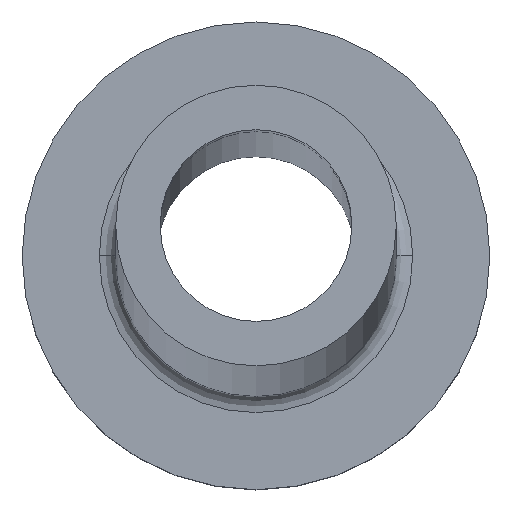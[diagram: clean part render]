
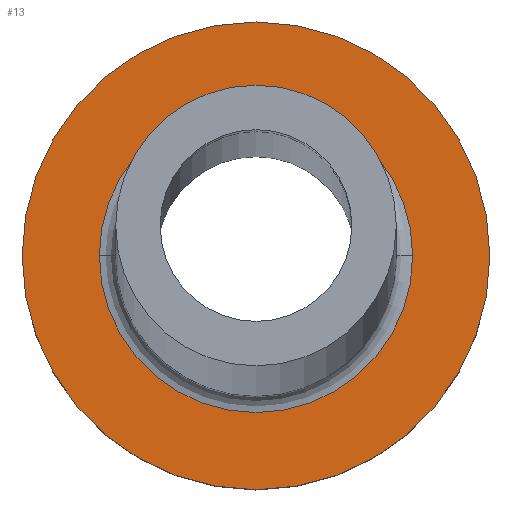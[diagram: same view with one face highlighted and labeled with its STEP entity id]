
A CAD part, top view. The second image highlights one B-rep face of the part: STEP entity #13.
In plain terms, the highlighted planar face has unit normal (0, 0, 1).
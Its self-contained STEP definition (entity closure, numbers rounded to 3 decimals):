
#1 = EDGE_CURVE ( 'NONE', #29, #348, #8, .T. ) ;
#5 = DIRECTION ( 'NONE',  ( 0., 0., 1. ) ) ;
#8 = CIRCLE ( 'NONE', #84, 10. ) ;
#13 = ADVANCED_FACE ( 'NONE', ( #193, #75 ), #321, .T. ) ;
#14 = CIRCLE ( 'NONE', #278, 10. ) ;
#15 = VERTEX_POINT ( 'NONE', #353 ) ;
#29 = VERTEX_POINT ( 'NONE', #223 ) ;
#44 = EDGE_CURVE ( 'NONE', #104, #15, #233, .T. ) ;
#73 = ORIENTED_EDGE ( 'NONE', *, *, #44, .T. ) ;
#75 = FACE_OUTER_BOUND ( 'NONE', #327, .T. ) ;
#84 = AXIS2_PLACEMENT_3D ( 'NONE', #137, #186, #427 ) ;
#97 = CARTESIAN_POINT ( 'NONE',  ( 0., 0., 7. ) ) ;
#104 = VERTEX_POINT ( 'NONE', #202 ) ;
#105 = EDGE_CURVE ( 'NONE', #15, #104, #151, .T. ) ;
#116 = CARTESIAN_POINT ( 'NONE',  ( 0., 0., 7. ) ) ;
#127 = CARTESIAN_POINT ( 'NONE',  ( 0., 0., 7. ) ) ;
#129 = EDGE_LOOP ( 'NONE', ( #73, #343 ) ) ;
#137 = CARTESIAN_POINT ( 'NONE',  ( 0., 0., 7. ) ) ;
#146 = CARTESIAN_POINT ( 'NONE',  ( 0., 0., 7. ) ) ;
#150 = DIRECTION ( 'NONE',  ( 1., 0., 0. ) ) ;
#151 = CIRCLE ( 'NONE', #318, 6.7 ) ;
#161 = DIRECTION ( 'NONE',  ( 0., 0., -1. ) ) ;
#168 = ORIENTED_EDGE ( 'NONE', *, *, #235, .T. ) ;
#186 = DIRECTION ( 'NONE',  ( 0., 0., 1. ) ) ;
#192 = CARTESIAN_POINT ( 'NONE',  ( 10., 0., 7. ) ) ;
#193 = FACE_BOUND ( 'NONE', #129, .T. ) ;
#202 = CARTESIAN_POINT ( 'NONE',  ( 6.7, 0., 7. ) ) ;
#214 = AXIS2_PLACEMENT_3D ( 'NONE', #116, #5, #226 ) ;
#223 = CARTESIAN_POINT ( 'NONE',  ( -10., 0., 7. ) ) ;
#226 = DIRECTION ( 'NONE',  ( 1., 0., 0. ) ) ;
#233 = CIRCLE ( 'NONE', #274, 6.7 ) ;
#235 = EDGE_CURVE ( 'NONE', #348, #29, #14, .T. ) ;
#274 = AXIS2_PLACEMENT_3D ( 'NONE', #146, #287, #150 ) ;
#278 = AXIS2_PLACEMENT_3D ( 'NONE', #97, #281, #417 ) ;
#281 = DIRECTION ( 'NONE',  ( 0., 0., 1. ) ) ;
#287 = DIRECTION ( 'NONE',  ( 0., 0., -1. ) ) ;
#300 = DIRECTION ( 'NONE',  ( 1., 0., 0. ) ) ;
#318 = AXIS2_PLACEMENT_3D ( 'NONE', #127, #161, #300 ) ;
#321 = PLANE ( 'NONE',  #214 ) ;
#327 = EDGE_LOOP ( 'NONE', ( #341, #168 ) ) ;
#341 = ORIENTED_EDGE ( 'NONE', *, *, #1, .T. ) ;
#343 = ORIENTED_EDGE ( 'NONE', *, *, #105, .T. ) ;
#348 = VERTEX_POINT ( 'NONE', #192 ) ;
#353 = CARTESIAN_POINT ( 'NONE',  ( -6.7, 0., 7. ) ) ;
#417 = DIRECTION ( 'NONE',  ( 1., 0., 0. ) ) ;
#427 = DIRECTION ( 'NONE',  ( 1., 0., 0. ) ) ;
